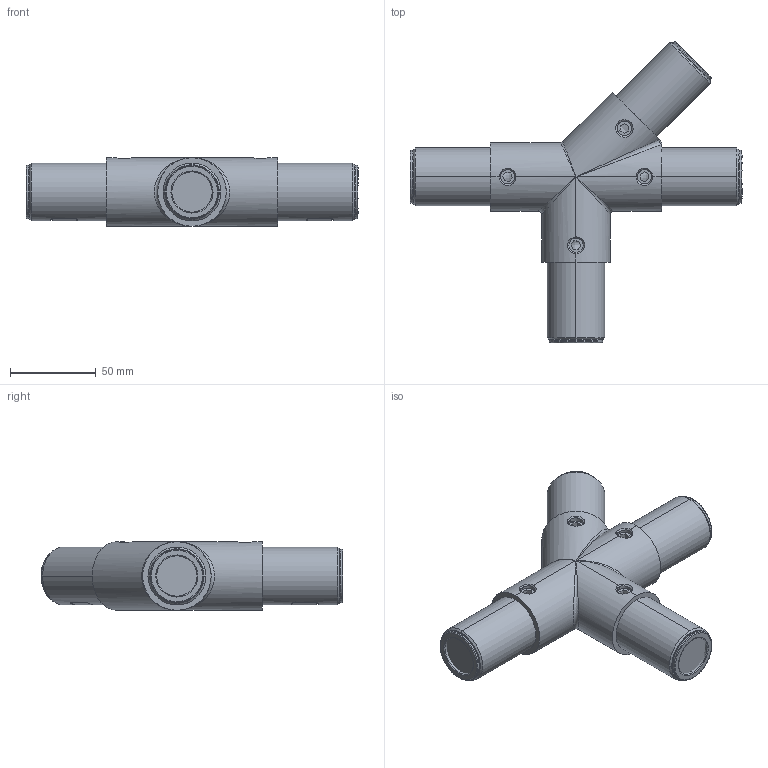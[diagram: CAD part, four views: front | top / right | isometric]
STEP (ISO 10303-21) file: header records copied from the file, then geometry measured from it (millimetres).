
FILE_DESCRIPTION (( 'STEP AP214' ), '1' );
FILE_NAME ('AL-SPS.JC40.A45T.R T-ñîåäèíèòåëü, D40, 45 ãðàäóñîâ, ïðàâûé.STEP', '2026-02-09T09:44:36', ( '' ), ( '' ), 'SwSTEP 2.0', 'SolidWorks 2021', '' );
FILE_SCHEMA (( 'AUTOMOTIVE_DESIGN' ));
Length unit declared in the file: millimetre
Products named in the file (1): AL-SPS.JC40.A45T.R T-ñîåäèíèòåëü, D40, 45 ãðàäóñîâ, ïðàâûé
Bounding box: 194 x 176.34 x 40 mm (x, y, z)
Surface area: 53877.7 mm2 (no closed solid volume)
Topology: 0 solids, 14 shells, 239 faces, 637 edges, 419 vertices
Faces by surface type: plane 95, cylinder 79, bspline 57, cone 8
Entity records: 20868 total; most frequent: CARTESIAN_POINT 15493, ORIENTED_EDGE 1155, DIRECTION 953, EDGE_CURVE 629, VERTEX_POINT 419, AXIS2_PLACEMENT_3D 331, LINE 291, VECTOR 291
